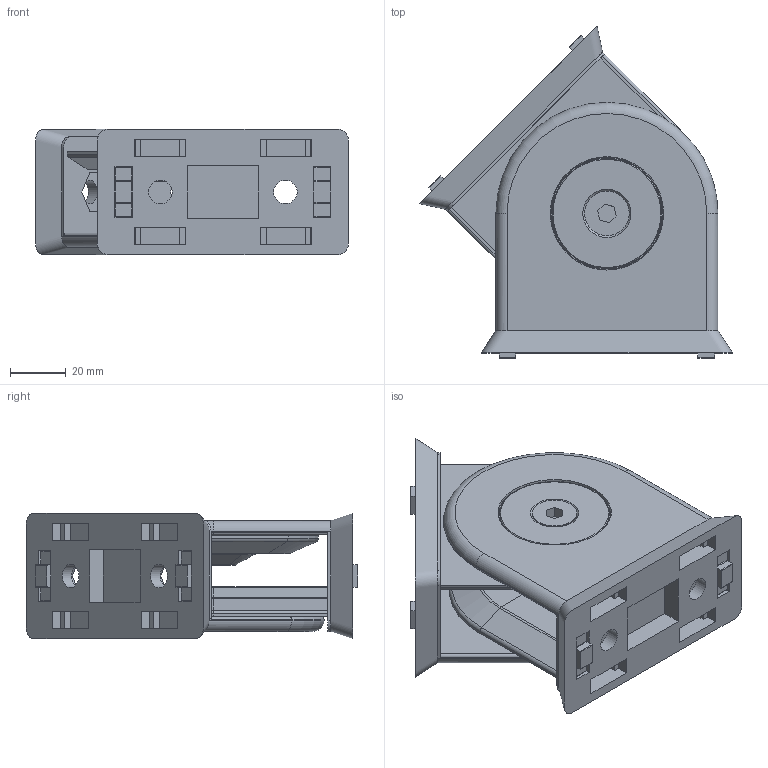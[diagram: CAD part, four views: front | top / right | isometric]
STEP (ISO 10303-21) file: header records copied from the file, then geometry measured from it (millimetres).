
FILE_DESCRIPTION( ( 'STEP AP214' ), '1' );
FILE_NAME( '093G4590AN(-45).stp', '2020-06-10T12:24:49', ( 'License CC BY-ND 4.0' ), ( 'CADENAS' ), ' ', 'PARTsolutions', ' ' );
FILE_SCHEMA( ( 'AUTOMOTIVE_DESIGN { 1 0 10303 214 1 1 1 1 }' ) );
Length unit declared in the file: millimetre
Products named in the file (6): 093G4590AN(-45); _093G4590AN_b2; _093G4590AN_b5; _093G4590AN_b3; _093G4590AN_b4; _093G4590AN_b1
Assembly tree (12 placements, depth 2):
  093G4590AN(-45)
    _093G4590AN_b2  x2
    _093G4590AN_b5  x4
    _093G4590AN_b3  x2
    _093G4590AN_b4  x2
    _093G4590AN_b1  x2
Bounding box: 112.18 x 118.98 x 45 mm (x, y, z)
Volume: 164826.8 mm3; surface area: 89261.4 mm2
Topology: 12 solids, 12 shells, 634 faces, 1628 edges, 1070 vertices
Faces by surface type: plane 374, cylinder 186, cone 38, torus 34, bspline 2
Full cylindrical faces by diameter (mm): 2 x4, 6.647 x2, 8 x2, 8.4 x4, 9 x2, 16 x2, 20 x2, 28 x2, 40 x2, 69.6 x2, 70 x2
Entity records: 11107 total; most frequent: CARTESIAN_POINT 1663, DIRECTION 1489, ORIENTED_EDGE 1388, EDGE_CURVE 694, AXIS2_PLACEMENT_3D 530, VERTEX_POINT 476, LINE 429, VECTOR 429
